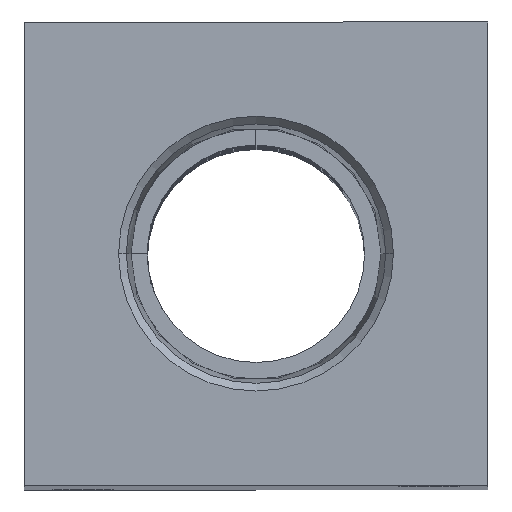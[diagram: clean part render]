
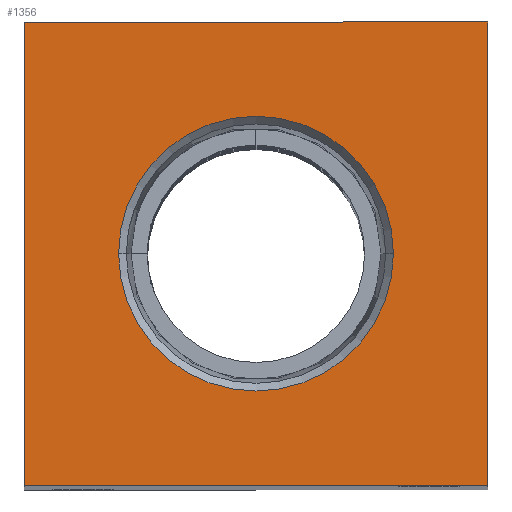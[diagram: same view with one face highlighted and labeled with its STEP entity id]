
A CAD part, top view. The second image highlights one B-rep face of the part: STEP entity #1356.
In plain terms, the highlighted planar face has unit normal (0, 0, 1).
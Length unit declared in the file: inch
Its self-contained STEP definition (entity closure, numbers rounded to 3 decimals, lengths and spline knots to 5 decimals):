
#75 = DIRECTION ( 'NONE',  ( 0., -1., 0. ) ) ;
#220 = CARTESIAN_POINT ( 'NONE',  ( 0., 0., 4.375 ) ) ;
#280 = LINE ( 'NONE', #3687, #4538 ) ;
#351 = ORIENTED_EDGE ( 'NONE', *, *, #4911, .T. ) ;
#434 = CIRCLE ( 'NONE', #6159, 0.44487 ) ;
#480 = CARTESIAN_POINT ( 'NONE',  ( 0.75, 0.75, 4.375 ) ) ;
#581 = CARTESIAN_POINT ( 'NONE',  ( 0.75, -0.75, 4.375 ) ) ;
#589 = EDGE_LOOP ( 'NONE', ( #6382, #5853 ) ) ;
#654 = AXIS2_PLACEMENT_3D ( 'NONE', #220, #3821, #734 ) ;
#734 = DIRECTION ( 'NONE',  ( 1., 0., 0. ) ) ;
#847 = LINE ( 'NONE', #581, #4774 ) ;
#1095 = DIRECTION ( 'NONE',  ( 0., 1., 0. ) ) ;
#1110 = CARTESIAN_POINT ( 'NONE',  ( -0.44487, 0., 4.375 ) ) ;
#1294 = VERTEX_POINT ( 'NONE', #2654 ) ;
#1356 = ADVANCED_FACE ( 'NONE', ( #5487, #1562 ), #2511, .T. ) ;
#1448 = VECTOR ( 'NONE', #4845, 39.37008 ) ;
#1458 = EDGE_LOOP ( 'NONE', ( #5810, #351, #5289, #1941 ) ) ;
#1519 = DIRECTION ( 'NONE',  ( 0., 0., 1. ) ) ;
#1549 = CARTESIAN_POINT ( 'NONE',  ( -0.75, 0.75, 4.375 ) ) ;
#1562 = FACE_OUTER_BOUND ( 'NONE', #1458, .T. ) ;
#1941 = ORIENTED_EDGE ( 'NONE', *, *, #2502, .T. ) ;
#1944 = DIRECTION ( 'NONE',  ( -1., 0., 0. ) ) ;
#1991 = CARTESIAN_POINT ( 'NONE',  ( 0.75, -0.75, 4.375 ) ) ;
#2029 = LINE ( 'NONE', #480, #3265 ) ;
#2041 = CARTESIAN_POINT ( 'NONE',  ( 0.44487, 0., 4.375 ) ) ;
#2362 = DIRECTION ( 'NONE',  ( 1., 0., 0. ) ) ;
#2371 = DIRECTION ( 'NONE',  ( 0., 0., 1. ) ) ;
#2432 = CARTESIAN_POINT ( 'NONE',  ( 0., 0., 4.375 ) ) ;
#2491 = VERTEX_POINT ( 'NONE', #1110 ) ;
#2502 = EDGE_CURVE ( 'NONE', #1294, #3106, #2029, .T. ) ;
#2511 = PLANE ( 'NONE',  #6381 ) ;
#2654 = CARTESIAN_POINT ( 'NONE',  ( 0.75, 0.75, 4.375 ) ) ;
#2735 = VERTEX_POINT ( 'NONE', #4778 ) ;
#3106 = VERTEX_POINT ( 'NONE', #1549 ) ;
#3123 = EDGE_CURVE ( 'NONE', #4115, #1294, #847, .T. ) ;
#3218 = EDGE_CURVE ( 'NONE', #2491, #5226, #3427, .T. ) ;
#3265 = VECTOR ( 'NONE', #1944, 39.37008 ) ;
#3427 = CIRCLE ( 'NONE', #654, 0.44487 ) ;
#3614 = EDGE_CURVE ( 'NONE', #3106, #2735, #280, .T. ) ;
#3687 = CARTESIAN_POINT ( 'NONE',  ( -0.75, -0.75, 4.375 ) ) ;
#3821 = DIRECTION ( 'NONE',  ( 0., 0., 1. ) ) ;
#4115 = VERTEX_POINT ( 'NONE', #1991 ) ;
#4165 = EDGE_CURVE ( 'NONE', #5226, #2491, #434, .T. ) ;
#4330 = CARTESIAN_POINT ( 'NONE',  ( 0.75, -0.75, 4.375 ) ) ;
#4353 = LINE ( 'NONE', #4330, #1448 ) ;
#4538 = VECTOR ( 'NONE', #75, 39.37008 ) ;
#4620 = CARTESIAN_POINT ( 'NONE',  ( 0., 0., 4.375 ) ) ;
#4774 = VECTOR ( 'NONE', #1095, 39.37008 ) ;
#4778 = CARTESIAN_POINT ( 'NONE',  ( -0.75, -0.75, 4.375 ) ) ;
#4845 = DIRECTION ( 'NONE',  ( 1., 0., 0. ) ) ;
#4911 = EDGE_CURVE ( 'NONE', #2735, #4115, #4353, .T. ) ;
#5125 = DIRECTION ( 'NONE',  ( 1., 0., 0. ) ) ;
#5226 = VERTEX_POINT ( 'NONE', #2041 ) ;
#5289 = ORIENTED_EDGE ( 'NONE', *, *, #3123, .T. ) ;
#5487 = FACE_BOUND ( 'NONE', #589, .T. ) ;
#5810 = ORIENTED_EDGE ( 'NONE', *, *, #3614, .T. ) ;
#5853 = ORIENTED_EDGE ( 'NONE', *, *, #3218, .F. ) ;
#6159 = AXIS2_PLACEMENT_3D ( 'NONE', #4620, #1519, #5125 ) ;
#6381 = AXIS2_PLACEMENT_3D ( 'NONE', #2432, #2371, #2362 ) ;
#6382 = ORIENTED_EDGE ( 'NONE', *, *, #4165, .F. ) ;
